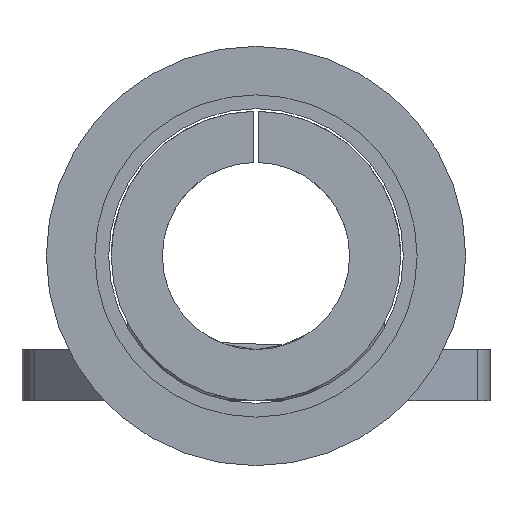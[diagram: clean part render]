
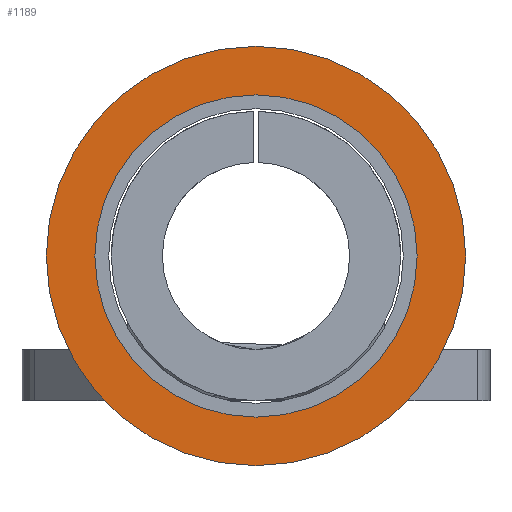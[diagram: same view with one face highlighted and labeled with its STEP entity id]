
A CAD part, front view. The second image highlights one B-rep face of the part: STEP entity #1189.
In plain terms, the highlighted planar face has unit normal (0, -1, 0).
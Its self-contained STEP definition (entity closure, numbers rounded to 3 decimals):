
#5 = CARTESIAN_POINT ( 'NONE',  ( 0., -21.8, 2.33 ) ) ;
#28 = DIRECTION ( 'NONE',  ( 0., 1., 0. ) ) ;
#31 = CARTESIAN_POINT ( 'NONE',  ( 0., -21.8, 2.33 ) ) ;
#42 = DIRECTION ( 'NONE',  ( -1., 0., 0. ) ) ;
#166 = AXIS2_PLACEMENT_3D ( 'NONE', #226, #1645, #1664 ) ;
#226 = CARTESIAN_POINT ( 'NONE',  ( 0., -21.8, 2.33 ) ) ;
#307 = CIRCLE ( 'NONE', #961, 3.15 ) ;
#351 = EDGE_CURVE ( 'NONE', #758, #382, #1589, .T. ) ;
#374 = ORIENTED_EDGE ( 'NONE', *, *, #1003, .T. ) ;
#375 = DIRECTION ( 'NONE',  ( 0., 1., 0. ) ) ;
#382 = VERTEX_POINT ( 'NONE', #1150 ) ;
#397 = EDGE_LOOP ( 'NONE', ( #613, #374 ) ) ;
#412 = DIRECTION ( 'NONE',  ( -1., 0., 0. ) ) ;
#442 = ORIENTED_EDGE ( 'NONE', *, *, #776, .F. ) ;
#518 = CARTESIAN_POINT ( 'NONE',  ( -3.15, -21.8, 2.33 ) ) ;
#567 = CARTESIAN_POINT ( 'NONE',  ( 3.15, -21.8, 2.33 ) ) ;
#577 = CARTESIAN_POINT ( 'NONE',  ( 4.1, -21.8, 2.33 ) ) ;
#613 = ORIENTED_EDGE ( 'NONE', *, *, #977, .T. ) ;
#625 = DIRECTION ( 'NONE',  ( -1., 0., 0. ) ) ;
#654 = FACE_OUTER_BOUND ( 'NONE', #674, .T. ) ;
#674 = EDGE_LOOP ( 'NONE', ( #442, #1299 ) ) ;
#683 = CIRCLE ( 'NONE', #1237, 3.15 ) ;
#707 = DIRECTION ( 'NONE',  ( 0., -1., 0. ) ) ;
#758 = VERTEX_POINT ( 'NONE', #577 ) ;
#776 = EDGE_CURVE ( 'NONE', #382, #758, #1353, .T. ) ;
#850 = DIRECTION ( 'NONE',  ( 1., 0., 0. ) ) ;
#934 = DIRECTION ( 'NONE',  ( 0., 1., 0. ) ) ;
#936 = VERTEX_POINT ( 'NONE', #518 ) ;
#961 = AXIS2_PLACEMENT_3D ( 'NONE', #1584, #28, #42 ) ;
#977 = EDGE_CURVE ( 'NONE', #936, #1410, #307, .T. ) ;
#1003 = EDGE_CURVE ( 'NONE', #1410, #936, #683, .T. ) ;
#1107 = CARTESIAN_POINT ( 'NONE',  ( -4.1, -21.8, 2.33 ) ) ;
#1109 = AXIS2_PLACEMENT_3D ( 'NONE', #5, #375, #625 ) ;
#1150 = CARTESIAN_POINT ( 'NONE',  ( -4.1, -21.8, 2.33 ) ) ;
#1189 = ADVANCED_FACE ( 'NONE', ( #1391, #654 ), #1256, .T. ) ;
#1237 = AXIS2_PLACEMENT_3D ( 'NONE', #31, #934, #412 ) ;
#1256 = PLANE ( 'NONE',  #1409 ) ;
#1299 = ORIENTED_EDGE ( 'NONE', *, *, #351, .F. ) ;
#1353 = CIRCLE ( 'NONE', #166, 4.1 ) ;
#1391 = FACE_BOUND ( 'NONE', #397, .T. ) ;
#1409 = AXIS2_PLACEMENT_3D ( 'NONE', #1107, #707, #850 ) ;
#1410 = VERTEX_POINT ( 'NONE', #567 ) ;
#1584 = CARTESIAN_POINT ( 'NONE',  ( 0., -21.8, 2.33 ) ) ;
#1589 = CIRCLE ( 'NONE', #1109, 4.1 ) ;
#1645 = DIRECTION ( 'NONE',  ( 0., 1., 0. ) ) ;
#1664 = DIRECTION ( 'NONE',  ( -1., 0., 0. ) ) ;
